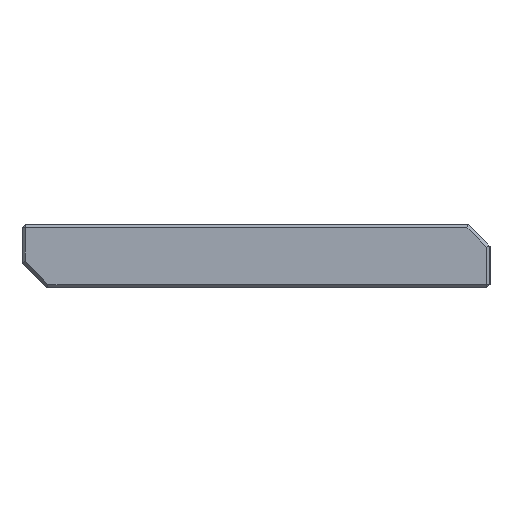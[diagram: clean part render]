
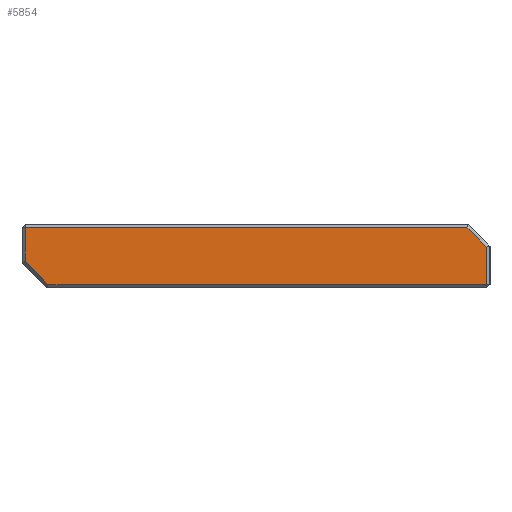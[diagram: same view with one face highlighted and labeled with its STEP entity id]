
A CAD part, left-side view. The second image highlights one B-rep face of the part: STEP entity #5854.
In plain terms, the highlighted planar face has unit normal (-1, 0, 0).
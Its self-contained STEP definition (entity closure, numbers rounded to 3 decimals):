
#157=PLANE('',#6420);
#401=FACE_OUTER_BOUND('',#763,.T.);
#763=EDGE_LOOP('',(#4797,#4798,#4799,#4800,#4801,#4802));
#1298=LINE('',#9642,#1880);
#1304=LINE('',#9655,#1886);
#1308=LINE('',#9662,#1890);
#1311=LINE('',#9667,#1893);
#1314=LINE('',#9673,#1896);
#1321=LINE('',#9685,#1903);
#1880=VECTOR('',#7734,10.);
#1886=VECTOR('',#7744,10.);
#1890=VECTOR('',#7752,10.);
#1893=VECTOR('',#7757,10.);
#1896=VECTOR('',#7762,10.);
#1903=VECTOR('',#7775,10.);
#2839=VERTEX_POINT('',#9626);
#2844=VERTEX_POINT('',#9641);
#2845=VERTEX_POINT('',#9645);
#2849=VERTEX_POINT('',#9654);
#2850=VERTEX_POINT('',#9661);
#2853=VERTEX_POINT('',#9672);
#3531=EDGE_CURVE('',#2839,#2844,#1298,.T.);
#3537=EDGE_CURVE('',#2845,#2849,#1304,.T.);
#3541=EDGE_CURVE('',#2850,#2845,#1308,.T.);
#3544=EDGE_CURVE('',#2844,#2850,#1311,.T.);
#3547=EDGE_CURVE('',#2849,#2853,#1314,.T.);
#3554=EDGE_CURVE('',#2853,#2839,#1321,.T.);
#4797=ORIENTED_EDGE('',*,*,#3537,.F.);
#4798=ORIENTED_EDGE('',*,*,#3541,.F.);
#4799=ORIENTED_EDGE('',*,*,#3544,.F.);
#4800=ORIENTED_EDGE('',*,*,#3531,.F.);
#4801=ORIENTED_EDGE('',*,*,#3554,.F.);
#4802=ORIENTED_EDGE('',*,*,#3547,.F.);
#5854=ADVANCED_FACE('',(#401),#157,.T.);
#6420=AXIS2_PLACEMENT_3D('',#9718,#7811,#7812);
#7734=DIRECTION('',(0.,-1.,0.));
#7744=DIRECTION('',(0.,1.,0.));
#7752=DIRECTION('',(0.,0.,-1.));
#7757=DIRECTION('',(0.,-0.707,-0.707));
#7762=DIRECTION('',(0.,0.699,0.716));
#7775=DIRECTION('',(0.,0.,1.));
#7811=DIRECTION('center_axis',(-1.,0.,0.));
#7812=DIRECTION('ref_axis',(0.,0.,1.));
#9626=CARTESIAN_POINT('',(-10.906,129.033,8.6));
#9641=CARTESIAN_POINT('',(-10.906,-14.256,8.6));
#9642=CARTESIAN_POINT('',(-10.906,89.34,8.6));
#9645=CARTESIAN_POINT('',(-10.906,-20.742,-10.));
#9654=CARTESIAN_POINT('',(-10.906,121.607,-10.));
#9655=CARTESIAN_POINT('',(-10.906,92.09,-10.));
#9661=CARTESIAN_POINT('',(-10.906,-20.742,2.115));
#9662=CARTESIAN_POINT('',(-10.906,-20.742,2.6));
#9667=CARTESIAN_POINT('',(-10.906,16.927,39.783));
#9672=CARTESIAN_POINT('',(-10.906,129.033,-2.393));
#9673=CARTESIAN_POINT('',(-10.906,126.665,-4.819));
#9685=CARTESIAN_POINT('',(-10.906,129.033,2.6));
#9718=CARTESIAN_POINT('Origin',(-10.906,130.033,2.6));
